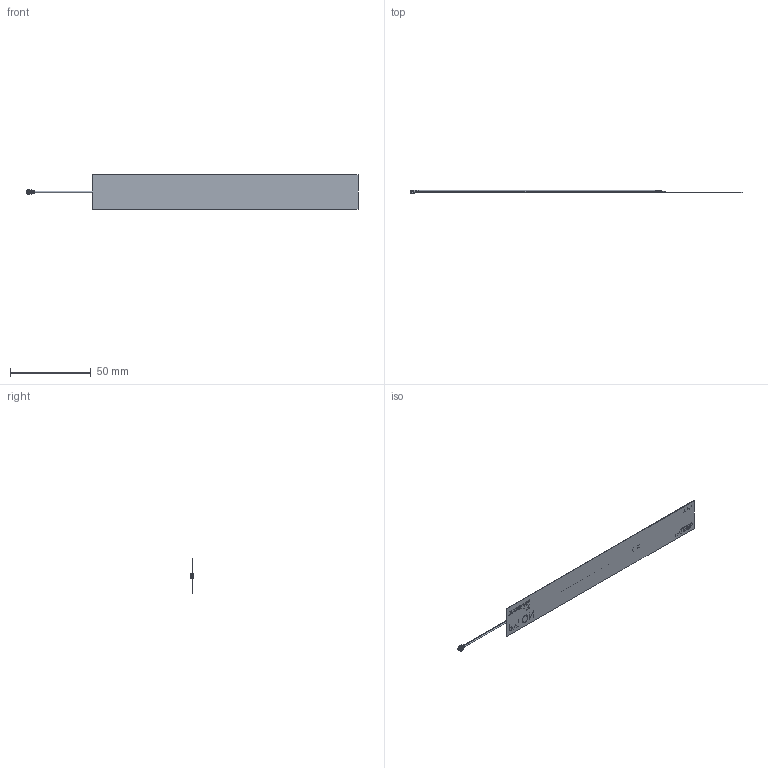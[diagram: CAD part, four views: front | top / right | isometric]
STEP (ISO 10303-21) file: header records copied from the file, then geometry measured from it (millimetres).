
FILE_DESCRIPTION (( 'STEP AP214' ), '1' );
FILE_NAME ('FXUB85.54.0150C_Web1.STEP', '2022-03-22T15:55:55', ( '' ), ( '' ), 'SwSTEP 2.0', 'SolidWorks 2018', '' );
FILE_SCHEMA (( 'AUTOMOTIVE_DESIGN' ));
Length unit declared in the file: millimetre
Products named in the file (1): FXUB85.54.0150C_Web1
Bounding box: 205.18 x 2.1 x 21.02 mm (x, y, z)
Surface area: 7626 mm2 (no closed solid volume)
Topology: 0 solids, 22 shells, 208 faces, 1243 edges, 1033 vertices
Faces by surface type: plane 132, cylinder 50, torus 14, bspline 12
Entity records: 17031 total; most frequent: CARTESIAN_POINT 7010, ORIENTED_EDGE 1591, EDGE_CURVE 1243, VERTEX_POINT 1033, DIRECTION 939, B_SPLINE_CURVE_WITH_KNOTS 726, LINE 489, VECTOR 489
